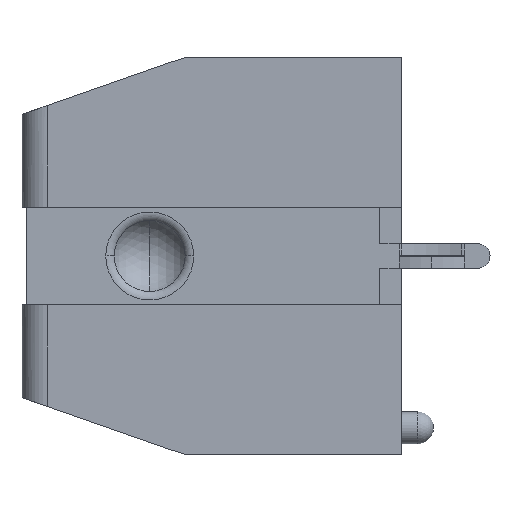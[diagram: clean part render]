
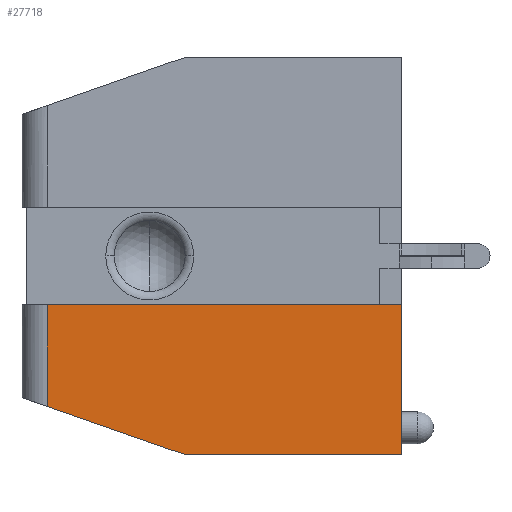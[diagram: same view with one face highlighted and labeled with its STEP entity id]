
A CAD part, left-side view. The second image highlights one B-rep face of the part: STEP entity #27718.
In plain terms, the highlighted planar face has unit normal (-1, 0.018, 0).
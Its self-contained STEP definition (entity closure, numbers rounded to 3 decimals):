
#15611 = CARTESIAN_POINT ( 'NONE',  ( -13.214, -0.452, -8.386 ) ) ;
#15612 = DIRECTION ( 'NONE',  ( 0.016, 0.944, 0.33 ) ) ;
#15613 = VECTOR ( 'NONE', #15612, 1000. ) ;
#15614 = CARTESIAN_POINT ( 'NONE',  ( -13.103, 5.894, -6.165 ) ) ;
#15615 = LINE ( 'NONE', #15614, #15613 ) ;
#15663 = CARTESIAN_POINT ( 'NONE',  ( -13.362, -8.961, -8.386 ) ) ;
#15664 = CARTESIAN_POINT ( 'NONE',  ( -13.12, 4.9, -2.518 ) ) ;
#15665 = DIRECTION ( 'NONE',  ( 0., 0., -1. ) ) ;
#15666 = VECTOR ( 'NONE', #15665, 1000. ) ;
#15667 = CARTESIAN_POINT ( 'NONE',  ( -13.12, 4.9, -0.613 ) ) ;
#15668 = LINE ( 'NONE', #15667, #15666 ) ;
#15676 = CARTESIAN_POINT ( 'NONE',  ( -13.12, 4.9, -6.513 ) ) ;
#15681 = CARTESIAN_POINT ( 'NONE',  ( -13.362, -8.961, -2.518 ) ) ;
#15682 = DIRECTION ( 'NONE',  ( -0.017, -1., 0. ) ) ;
#15683 = VECTOR ( 'NONE', #15682, 1000. ) ;
#15684 = CARTESIAN_POINT ( 'NONE',  ( -13.103, 5.898, -2.518 ) ) ;
#15685 = LINE ( 'NONE', #15684, #15683 ) ;
#15825 = DIRECTION ( 'NONE',  ( 0.017, 1., 0. ) ) ;
#15826 = VECTOR ( 'NONE', #15825, 1000. ) ;
#15827 = CARTESIAN_POINT ( 'NONE',  ( -13.361, -8.888, -8.386 ) ) ;
#15828 = LINE ( 'NONE', #15827, #15826 ) ;
#15891 = FACE_OUTER_BOUND ( 'NONE', #27719, .T. ) ;
#15925 = DIRECTION ( 'NONE',  ( 0., 0., -1. ) ) ;
#15926 = VECTOR ( 'NONE', #15925, 1000. ) ;
#15927 = CARTESIAN_POINT ( 'NONE',  ( -13.362, -8.961, 7.159 ) ) ;
#15928 = LINE ( 'NONE', #15927, #15926 ) ;
#15929 = DIRECTION ( 'NONE',  ( -0.017, -1., 0. ) ) ;
#15930 = DIRECTION ( 'NONE',  ( -1., 0.017, 0. ) ) ;
#15931 = CARTESIAN_POINT ( 'NONE',  ( -13.103, 5.898, -0.613 ) ) ;
#15932 = AXIS2_PLACEMENT_3D ( 'NONE', #15931, #15930, #15929 ) ;
#15933 = PLANE ( 'NONE',  #15932 ) ;
#27619 = EDGE_CURVE ( 'NONE', #27620, #27635, #15615, .T. ) ;
#27620 = VERTEX_POINT ( 'NONE', #15611 ) ;
#27635 = VERTEX_POINT ( 'NONE', #15676 ) ;
#27638 = EDGE_CURVE ( 'NONE', #27639, #27635, #15668, .T. ) ;
#27639 = VERTEX_POINT ( 'NONE', #15664 ) ;
#27640 = VERTEX_POINT ( 'NONE', #15663 ) ;
#27641 = ORIENTED_EDGE ( 'NONE', *, *, #27651, .F. ) ;
#27642 = ORIENTED_EDGE ( 'NONE', *, *, #27638, .T. ) ;
#27651 = EDGE_CURVE ( 'NONE', #27639, #27652, #15685, .T. ) ;
#27652 = VERTEX_POINT ( 'NONE', #15681 ) ;
#27697 = ORIENTED_EDGE ( 'NONE', *, *, #27619, .F. ) ;
#27698 = ORIENTED_EDGE ( 'NONE', *, *, #27699, .F. ) ;
#27699 = EDGE_CURVE ( 'NONE', #27640, #27620, #15828, .T. ) ;
#27718 = ADVANCED_FACE ( 'NONE', ( #15891 ), #15933, .T. ) ;
#27719 = EDGE_LOOP ( 'NONE', ( #27720, #27641, #27642, #27697, #27698 ) ) ;
#27720 = ORIENTED_EDGE ( 'NONE', *, *, #27721, .F. ) ;
#27721 = EDGE_CURVE ( 'NONE', #27652, #27640, #15928, .T. ) ;
